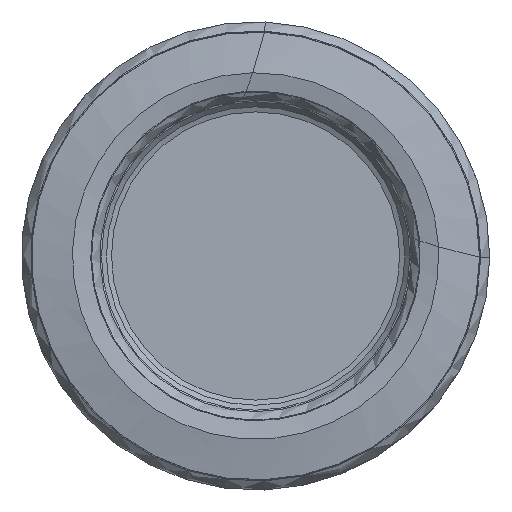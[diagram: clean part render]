
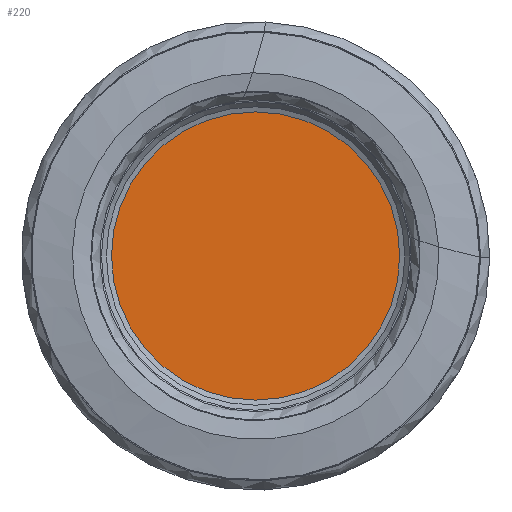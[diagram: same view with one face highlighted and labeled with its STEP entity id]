
A CAD part, left-side view. The second image highlights one B-rep face of the part: STEP entity #220.
In plain terms, the highlighted planar face has unit normal (-1, 0, 0).
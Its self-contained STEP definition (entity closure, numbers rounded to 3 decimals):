
#45=PLANE('',#850);
#220=ADVANCED_FACE('',(#283),#45,.F.);
#283=FACE_OUTER_BOUND('',#325,.T.);
#325=EDGE_LOOP('',(#539));
#539=ORIENTED_EDGE('',*,*,#717,.T.);
#621=VERTEX_POINT('',#2807);
#717=EDGE_CURVE('',#621,#621,#781,.T.);
#781=CIRCLE('',#849,10.767);
#849=AXIS2_PLACEMENT_3D('',#2806,#996,#997);
#850=AXIS2_PLACEMENT_3D('',#2808,#998,#999);
#996=DIRECTION('',(-1.,0.,0.));
#997=DIRECTION('',(0.,0.,1.));
#998=DIRECTION('',(1.,0.,0.));
#999=DIRECTION('',(0.,0.,-1.));
#2806=CARTESIAN_POINT('',(2.,0.,0.));
#2807=CARTESIAN_POINT('',(2.,0.,10.767));
#2808=CARTESIAN_POINT('',(2.,10.767,0.));
